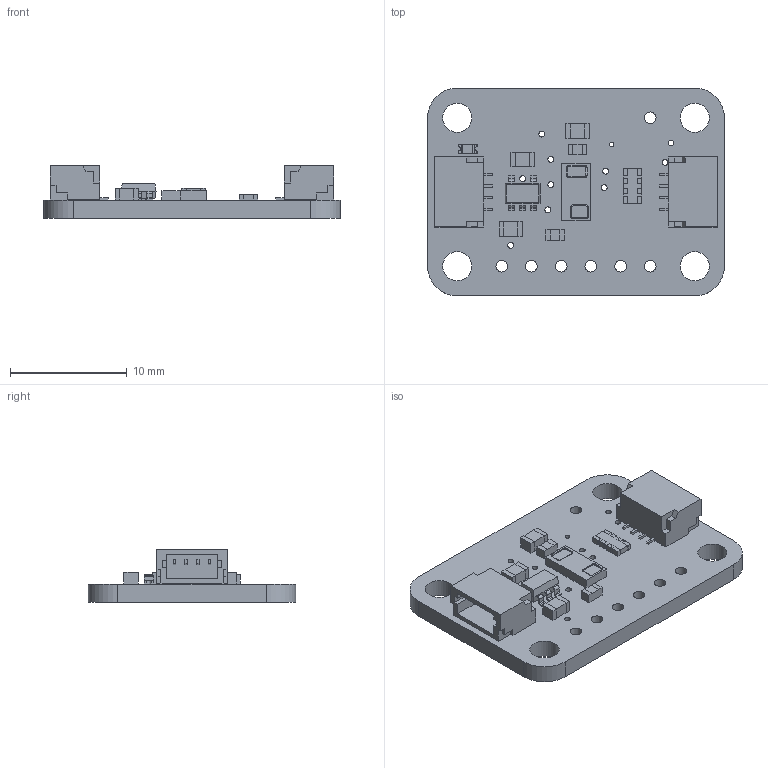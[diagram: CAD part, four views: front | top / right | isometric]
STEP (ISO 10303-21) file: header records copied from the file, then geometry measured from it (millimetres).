
FILE_DESCRIPTION(/* description */ (''),/* implementation_level */ '2;1');
FILE_NAME(/* name */ 'PCB Component.step',/* time_stamp */ '2025-07-08T16:55:20-04:00',/* author */ (''),/* organization */ (''),/* preprocessor_version */ 'ST-DEVELOPER v20.1',/* originating_system */ 'Autodesk Translation Framework v14.10.0.0',/* authorisation */ '');
FILE_SCHEMA (('AUTOMOTIVE_DESIGN { 1 0 10303 214 3 1 1 }'));
Length unit declared in the file: millimetre
Products named in the file (9): PCB Component; Board; 10uF; AP2127K-3.3; 0.1uF; 4.7K Pack; STEMMA_I2C_QT; GREEN; VCNL4020-GS08
Assembly tree (12 placements, depth 2):
  PCB Component
    Board
    10uF  x3
    AP2127K-3.3
    0.1uF  x2
    4.7K Pack
    STEMMA_I2C_QT  x2
    GREEN
    VCNL4020-GS08
Bounding box: 25.4 x 17.78 x 4.53 mm (x, y, z)
Volume: 773.5 mm3; surface area: 1574.7 mm2
Topology: 26 solids, 26 shells, 659 faces, 1767 edges, 1172 vertices
Faces by surface type: plane 570, cylinder 77, bspline 12
Full cylindrical faces by diameter (mm): 0.394 x1, 0.5 x13, 1 x7, 2.5 x4
Entity records: 17128 total; most frequent: CARTESIAN_POINT 3034, ORIENTED_EDGE 2830, DIRECTION 2667, EDGE_CURVE 1415, LINE 1237, VECTOR 1237, VERTEX_POINT 938, AXIS2_PLACEMENT_3D 715
